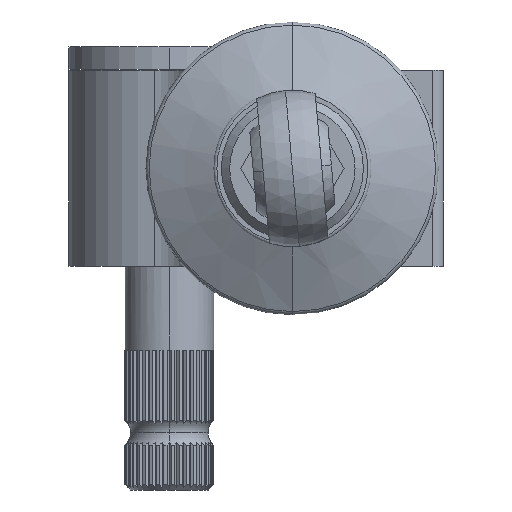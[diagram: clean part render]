
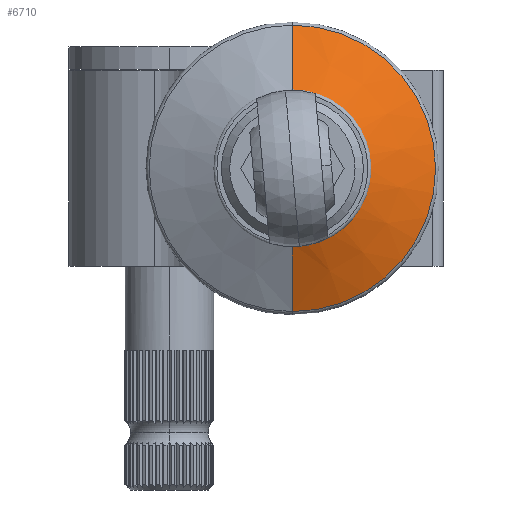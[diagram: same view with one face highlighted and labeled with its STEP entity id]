
A CAD part, left-side view. The second image highlights one B-rep face of the part: STEP entity #6710.
In plain terms, the highlighted conical face has half-angle 64.539 degrees and reference radius 16.572 mm.
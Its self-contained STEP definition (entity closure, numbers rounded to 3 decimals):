
#409 = DIRECTION ( 'NONE',  ( 0., 0., -1. ) ) ;
#484 = VERTEX_POINT ( 'NONE', #5520 ) ;
#1588 = FACE_OUTER_BOUND ( 'NONE', #5728, .T. ) ;
#1742 = EDGE_CURVE ( 'NONE', #4879, #10024, #12520, .T. ) ;
#1792 = DIRECTION ( 'NONE',  ( -1., 0., 0. ) ) ;
#2001 = EDGE_CURVE ( 'NONE', #9448, #10024, #2503, .T. ) ;
#2503 = LINE ( 'NONE', #10738, #13172 ) ;
#2858 = CARTESIAN_POINT ( 'NONE',  ( -25.601, 0., 83.602 ) ) ;
#3282 = CIRCLE ( 'NONE', #11383, 13.5 ) ;
#3399 = DIRECTION ( 'NONE',  ( 0., 0., -1. ) ) ;
#3927 = LINE ( 'NONE', #12510, #11633 ) ;
#4752 = DIRECTION ( 'NONE',  ( 0., 0., -1. ) ) ;
#4879 = VERTEX_POINT ( 'NONE', #5554 ) ;
#5100 = DIRECTION ( 'NONE',  ( 0.903, 0., -0.43 ) ) ;
#5520 = CARTESIAN_POINT ( 'NONE',  ( 13.5, 0., 89.364 ) ) ;
#5554 = CARTESIAN_POINT ( 'NONE',  ( 25.601, 0., 83.602 ) ) ;
#5706 = DIRECTION ( 'NONE',  ( -1., 0., 0. ) ) ;
#5728 = EDGE_LOOP ( 'NONE', ( #11512, #7024, #8261, #12334 ) ) ;
#5776 = CARTESIAN_POINT ( 'NONE',  ( 0., 0., 89.364 ) ) ;
#6494 = AXIS2_PLACEMENT_3D ( 'NONE', #8929, #409, #1792 ) ;
#6710 = ADVANCED_FACE ( 'NONE', ( #1588 ), #8267, .T. ) ;
#7024 = ORIENTED_EDGE ( 'NONE', *, *, #10876, .T. ) ;
#8261 = ORIENTED_EDGE ( 'NONE', *, *, #2001, .T. ) ;
#8267 = CONICAL_SURFACE ( 'NONE', #6494, 16.572, 1.126 ) ;
#8929 = CARTESIAN_POINT ( 'NONE',  ( 0., 0., 87.901 ) ) ;
#9448 = VERTEX_POINT ( 'NONE', #9767 ) ;
#9767 = CARTESIAN_POINT ( 'NONE',  ( -13.5, 0., 89.364 ) ) ;
#10024 = VERTEX_POINT ( 'NONE', #2858 ) ;
#10738 = CARTESIAN_POINT ( 'NONE',  ( -16.572, 0., 87.901 ) ) ;
#10810 = DIRECTION ( 'NONE',  ( -0.903, 0., -0.43 ) ) ;
#10876 = EDGE_CURVE ( 'NONE', #484, #9448, #3282, .T. ) ;
#11383 = AXIS2_PLACEMENT_3D ( 'NONE', #5776, #4752, #5706 ) ;
#11498 = DIRECTION ( 'NONE',  ( -1., 0., 0. ) ) ;
#11512 = ORIENTED_EDGE ( 'NONE', *, *, #12387, .F. ) ;
#11633 = VECTOR ( 'NONE', #5100, 1000. ) ;
#12334 = ORIENTED_EDGE ( 'NONE', *, *, #1742, .F. ) ;
#12387 = EDGE_CURVE ( 'NONE', #484, #4879, #3927, .T. ) ;
#12510 = CARTESIAN_POINT ( 'NONE',  ( 16.572, 0., 87.901 ) ) ;
#12520 = CIRCLE ( 'NONE', #13395, 25.601 ) ;
#13172 = VECTOR ( 'NONE', #10810, 1000. ) ;
#13395 = AXIS2_PLACEMENT_3D ( 'NONE', #13562, #3399, #11498 ) ;
#13562 = CARTESIAN_POINT ( 'NONE',  ( 0., 0., 83.602 ) ) ;
